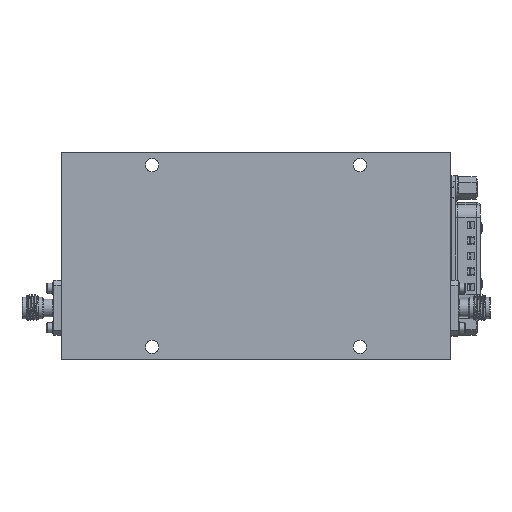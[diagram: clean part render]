
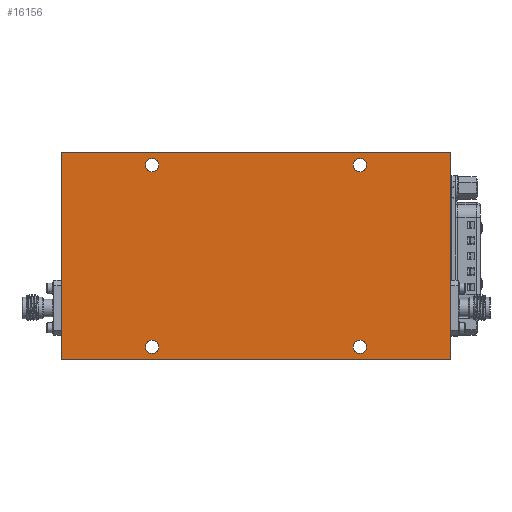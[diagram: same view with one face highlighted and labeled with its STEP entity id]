
A CAD part, front view. The second image highlights one B-rep face of the part: STEP entity #16156.
In plain terms, the highlighted planar face has unit normal (0, -1, 0).
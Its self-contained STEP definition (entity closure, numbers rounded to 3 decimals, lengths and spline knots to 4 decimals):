
#397 = ORIENTED_EDGE ( 'NONE', *, *, #64459, .F. ) ;
#470 = ORIENTED_EDGE ( 'NONE', *, *, #29300, .F. ) ;
#1988 = CIRCLE ( 'NONE', #117458, 0.0625 ) ;
#5241 = CARTESIAN_POINT ( 'NONE',  ( 1.875, -0.53, -1. ) ) ;
#7042 = FACE_BOUND ( 'NONE', #73275, .T. ) ;
#7544 = CARTESIAN_POINT ( 'NONE',  ( -1.875, -0.53, -1. ) ) ;
#8438 = CARTESIAN_POINT ( 'NONE',  ( 1., -0.53, 0.8125 ) ) ;
#10300 = CIRCLE ( 'NONE', #79988, 0.0625 ) ;
#13609 = EDGE_CURVE ( 'NONE', #93416, #93416, #10300, .T. ) ;
#14003 = LINE ( 'NONE', #5241, #85584 ) ;
#14683 = VERTEX_POINT ( 'NONE', #40930 ) ;
#15656 = LINE ( 'NONE', #7544, #119670 ) ;
#16156 = ADVANCED_FACE ( 'NONE', ( #92506, #48648, #7042, #39286, #86703 ), #17027, .F. ) ;
#16249 = CIRCLE ( 'NONE', #36217, 0.0625 ) ;
#16914 = VERTEX_POINT ( 'NONE', #87324 ) ;
#17027 = PLANE ( 'NONE',  #116093 ) ;
#17284 = CARTESIAN_POINT ( 'NONE',  ( 1., -0.53, -0.875 ) ) ;
#18882 = DIRECTION ( 'NONE',  ( 0., -1., 0. ) ) ;
#23514 = EDGE_LOOP ( 'NONE', ( #107705 ) ) ;
#23905 = CARTESIAN_POINT ( 'NONE',  ( -1.875, -0.53, -1. ) ) ;
#26255 = EDGE_LOOP ( 'NONE', ( #470, #58634, #45048, #397 ) ) ;
#26995 = CARTESIAN_POINT ( 'NONE',  ( 1., -0.53, 0.875 ) ) ;
#29300 = EDGE_CURVE ( 'NONE', #67406, #16914, #15656, .T. ) ;
#31981 = DIRECTION ( 'NONE',  ( 0., 0., -1. ) ) ;
#32088 = VECTOR ( 'NONE', #107451, 39.3701 ) ;
#33197 = CARTESIAN_POINT ( 'NONE',  ( -1., -0.53, -0.875 ) ) ;
#35402 = AXIS2_PLACEMENT_3D ( 'NONE', #105775, #115728, #49589 ) ;
#36217 = AXIS2_PLACEMENT_3D ( 'NONE', #17284, #114564, #122711 ) ;
#36677 = CARTESIAN_POINT ( 'NONE',  ( -1., -0.53, -0.9375 ) ) ;
#39286 = FACE_BOUND ( 'NONE', #68014, .T. ) ;
#40930 = CARTESIAN_POINT ( 'NONE',  ( -1., -0.53, 0.8125 ) ) ;
#42059 = DIRECTION ( 'NONE',  ( 0., 0., 1. ) ) ;
#45048 = ORIENTED_EDGE ( 'NONE', *, *, #115572, .F. ) ;
#48648 = FACE_BOUND ( 'NONE', #23514, .T. ) ;
#49589 = DIRECTION ( 'NONE',  ( 0., 0., -1. ) ) ;
#50971 = EDGE_CURVE ( 'NONE', #14683, #14683, #87251, .T. ) ;
#55068 = CARTESIAN_POINT ( 'NONE',  ( -1.3536, -0.53, 0.75 ) ) ;
#58634 = ORIENTED_EDGE ( 'NONE', *, *, #89078, .F. ) ;
#59641 = CARTESIAN_POINT ( 'NONE',  ( 1., -0.53, -0.9375 ) ) ;
#59733 = EDGE_LOOP ( 'NONE', ( #72223 ) ) ;
#63774 = DIRECTION ( 'NONE',  ( -1., 0., 0. ) ) ;
#64459 = EDGE_CURVE ( 'NONE', #16914, #70900, #78758, .T. ) ;
#65052 = DIRECTION ( 'NONE',  ( 0., 1., 0. ) ) ;
#66052 = EDGE_CURVE ( 'NONE', #100159, #100159, #16249, .T. ) ;
#67406 = VERTEX_POINT ( 'NONE', #23905 ) ;
#68014 = EDGE_LOOP ( 'NONE', ( #114374 ) ) ;
#70900 = VERTEX_POINT ( 'NONE', #86365 ) ;
#71240 = DIRECTION ( 'NONE',  ( 0., -1., 0. ) ) ;
#72223 = ORIENTED_EDGE ( 'NONE', *, *, #13609, .F. ) ;
#73274 = VERTEX_POINT ( 'NONE', #8438 ) ;
#73275 = EDGE_LOOP ( 'NONE', ( #106282 ) ) ;
#74385 = LINE ( 'NONE', #110559, #109336 ) ;
#76728 = VERTEX_POINT ( 'NONE', #99666 ) ;
#78183 = EDGE_CURVE ( 'NONE', #73274, #73274, #1988, .T. ) ;
#78758 = LINE ( 'NONE', #116801, #32088 ) ;
#79988 = AXIS2_PLACEMENT_3D ( 'NONE', #33197, #71240, #31981 ) ;
#85584 = VECTOR ( 'NONE', #98859, 39.3701 ) ;
#86365 = CARTESIAN_POINT ( 'NONE',  ( 1.875, -0.53, 1. ) ) ;
#86703 = FACE_OUTER_BOUND ( 'NONE', #26255, .T. ) ;
#87251 = CIRCLE ( 'NONE', #35402, 0.0625 ) ;
#87324 = CARTESIAN_POINT ( 'NONE',  ( -1.875, -0.53, 1. ) ) ;
#89078 = EDGE_CURVE ( 'NONE', #76728, #67406, #74385, .T. ) ;
#92506 = FACE_BOUND ( 'NONE', #59733, .T. ) ;
#93126 = DIRECTION ( 'NONE',  ( 0., 0., 1. ) ) ;
#93416 = VERTEX_POINT ( 'NONE', #36677 ) ;
#98859 = DIRECTION ( 'NONE',  ( 0., 0., -1. ) ) ;
#99666 = CARTESIAN_POINT ( 'NONE',  ( 1.875, -0.53, -1. ) ) ;
#100159 = VERTEX_POINT ( 'NONE', #59641 ) ;
#105775 = CARTESIAN_POINT ( 'NONE',  ( -1., -0.53, 0.875 ) ) ;
#106282 = ORIENTED_EDGE ( 'NONE', *, *, #78183, .F. ) ;
#107451 = DIRECTION ( 'NONE',  ( 1., 0., 0. ) ) ;
#107705 = ORIENTED_EDGE ( 'NONE', *, *, #66052, .F. ) ;
#109336 = VECTOR ( 'NONE', #63774, 39.3701 ) ;
#110559 = CARTESIAN_POINT ( 'NONE',  ( -1.875, -0.53, -1. ) ) ;
#114374 = ORIENTED_EDGE ( 'NONE', *, *, #50971, .F. ) ;
#114564 = DIRECTION ( 'NONE',  ( 0., -1., 0. ) ) ;
#115572 = EDGE_CURVE ( 'NONE', #70900, #76728, #14003, .T. ) ;
#115728 = DIRECTION ( 'NONE',  ( 0., -1., 0. ) ) ;
#116093 = AXIS2_PLACEMENT_3D ( 'NONE', #55068, #65052, #93126 ) ;
#116801 = CARTESIAN_POINT ( 'NONE',  ( 1.3536, -0.53, 1. ) ) ;
#117458 = AXIS2_PLACEMENT_3D ( 'NONE', #26995, #18882, #121828 ) ;
#119670 = VECTOR ( 'NONE', #42059, 39.3701 ) ;
#121828 = DIRECTION ( 'NONE',  ( 0., 0., -1. ) ) ;
#122711 = DIRECTION ( 'NONE',  ( 0., 0., -1. ) ) ;
